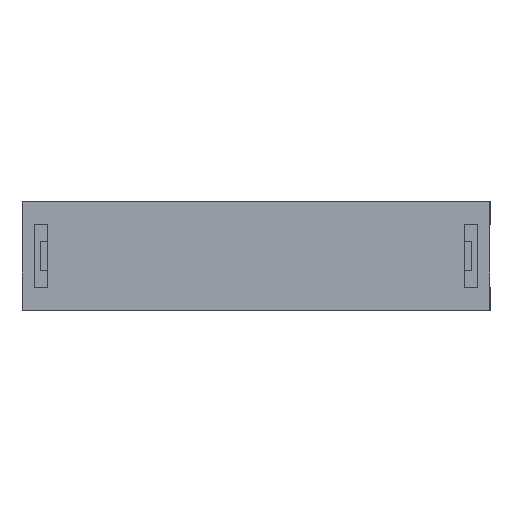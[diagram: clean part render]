
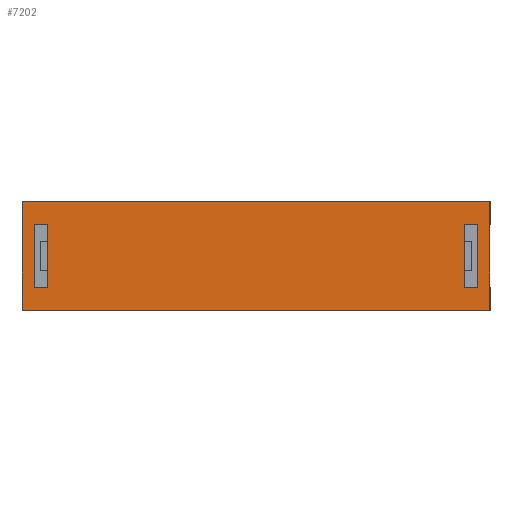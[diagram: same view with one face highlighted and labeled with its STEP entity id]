
A CAD part, top view. The second image highlights one B-rep face of the part: STEP entity #7202.
In plain terms, the highlighted planar face has unit normal (0, 0, 1).
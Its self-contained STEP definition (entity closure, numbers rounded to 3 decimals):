
#1662=ORIENTED_EDGE('',*,*,#3056,.F.);
#1663=ORIENTED_EDGE('',*,*,#3057,.F.);
#1664=ORIENTED_EDGE('',*,*,#3058,.F.);
#1665=ORIENTED_EDGE('',*,*,#3059,.F.);
#1666=ORIENTED_EDGE('',*,*,#3060,.F.);
#1667=ORIENTED_EDGE('',*,*,#3061,.F.);
#1668=ORIENTED_EDGE('',*,*,#3062,.F.);
#1669=ORIENTED_EDGE('',*,*,#3063,.F.);
#1670=ORIENTED_EDGE('',*,*,#3036,.F.);
#1671=ORIENTED_EDGE('',*,*,#3055,.F.);
#1672=ORIENTED_EDGE('',*,*,#3026,.T.);
#1673=ORIENTED_EDGE('',*,*,#3064,.T.);
#3026=EDGE_CURVE('',#3820,#3819,#4663,.T.);
#3036=EDGE_CURVE('',#3827,#3828,#4673,.T.);
#3055=EDGE_CURVE('',#3820,#3827,#4692,.T.);
#3056=EDGE_CURVE('',#3843,#3844,#4693,.T.);
#3057=EDGE_CURVE('',#3845,#3843,#4694,.T.);
#3058=EDGE_CURVE('',#3846,#3845,#4695,.T.);
#3059=EDGE_CURVE('',#3844,#3846,#4696,.T.);
#3060=EDGE_CURVE('',#3847,#3848,#4697,.T.);
#3061=EDGE_CURVE('',#3849,#3847,#4698,.T.);
#3062=EDGE_CURVE('',#3850,#3849,#4699,.T.);
#3063=EDGE_CURVE('',#3848,#3850,#4700,.T.);
#3064=EDGE_CURVE('',#3819,#3828,#4701,.T.);
#3819=VERTEX_POINT('',#11365);
#3820=VERTEX_POINT('',#11367);
#3827=VERTEX_POINT('',#11384);
#3828=VERTEX_POINT('',#11386);
#3843=VERTEX_POINT('',#11425);
#3844=VERTEX_POINT('',#11426);
#3845=VERTEX_POINT('',#11428);
#3846=VERTEX_POINT('',#11430);
#3847=VERTEX_POINT('',#11433);
#3848=VERTEX_POINT('',#11434);
#3849=VERTEX_POINT('',#11436);
#3850=VERTEX_POINT('',#11438);
#4663=LINE('',#11366,#5622);
#4673=LINE('',#11385,#5632);
#4692=LINE('',#11422,#5651);
#4693=LINE('',#11424,#5652);
#4694=LINE('',#11427,#5653);
#4695=LINE('',#11429,#5654);
#4696=LINE('',#11431,#5655);
#4697=LINE('',#11432,#5656);
#4698=LINE('',#11435,#5657);
#4699=LINE('',#11437,#5658);
#4700=LINE('',#11439,#5659);
#4701=LINE('',#11440,#5660);
#5622=VECTOR('',#9292,1000.);
#5632=VECTOR('',#9304,1000.);
#5651=VECTOR('',#9329,1000.);
#5652=VECTOR('',#9332,1000.);
#5653=VECTOR('',#9333,1000.);
#5654=VECTOR('',#9334,1000.);
#5655=VECTOR('',#9335,1000.);
#5656=VECTOR('',#9336,1000.);
#5657=VECTOR('',#9337,1000.);
#5658=VECTOR('',#9338,1000.);
#5659=VECTOR('',#9339,1000.);
#5660=VECTOR('',#9340,1000.);
#6145=EDGE_LOOP('',(#1662,#1663,#1664,#1665));
#6146=EDGE_LOOP('',(#1666,#1667,#1668,#1669));
#6147=EDGE_LOOP('',(#1670,#1671,#1672,#1673));
#6530=FACE_BOUND('',#6145,.T.);
#6531=FACE_BOUND('',#6146,.T.);
#6532=FACE_BOUND('',#6147,.T.);
#6851=PLANE('',#7834);
#7202=ADVANCED_FACE('',(#6530,#6531,#6532),#6851,.T.);
#7834=AXIS2_PLACEMENT_3D('',#11423,#9330,#9331);
#9292=DIRECTION('',(1.,0.,0.));
#9304=DIRECTION('',(1.,0.,0.));
#9329=DIRECTION('',(0.,1.,0.));
#9330=DIRECTION('',(0.,0.,1.));
#9331=DIRECTION('',(1.,0.,0.));
#9332=DIRECTION('',(-1.,0.,0.));
#9333=DIRECTION('',(0.,1.,0.));
#9334=DIRECTION('',(1.,0.,0.));
#9335=DIRECTION('',(0.,-1.,0.));
#9336=DIRECTION('',(0.,1.,0.));
#9337=DIRECTION('',(1.,0.,0.));
#9338=DIRECTION('',(0.,-1.,0.));
#9339=DIRECTION('',(-1.,0.,0.));
#9340=DIRECTION('',(0.,1.,0.));
#11365=CARTESIAN_POINT('',(12.885,-3.,1.15));
#11366=CARTESIAN_POINT('',(-12.885,-3.,1.15));
#11367=CARTESIAN_POINT('',(-12.885,-3.,1.15));
#11384=CARTESIAN_POINT('',(-12.885,3.,1.15));
#11385=CARTESIAN_POINT('',(-12.885,3.,1.15));
#11386=CARTESIAN_POINT('',(12.885,3.,1.15));
#11422=CARTESIAN_POINT('',(-12.885,-3.,1.15));
#11423=CARTESIAN_POINT('',(-12.885,-3.,1.15));
#11424=CARTESIAN_POINT('',(-11.485,1.75,1.15));
#11425=CARTESIAN_POINT('',(-11.485,1.75,1.15));
#11426=CARTESIAN_POINT('',(-12.185,1.75,1.15));
#11427=CARTESIAN_POINT('',(-11.485,-1.75,1.15));
#11428=CARTESIAN_POINT('',(-11.485,-1.75,1.15));
#11429=CARTESIAN_POINT('',(-12.185,-1.75,1.15));
#11430=CARTESIAN_POINT('',(-12.185,-1.75,1.15));
#11431=CARTESIAN_POINT('',(-12.185,1.75,1.15));
#11432=CARTESIAN_POINT('',(12.185,-1.75,1.15));
#11433=CARTESIAN_POINT('',(12.185,-1.75,1.15));
#11434=CARTESIAN_POINT('',(12.185,1.75,1.15));
#11435=CARTESIAN_POINT('',(11.485,-1.75,1.15));
#11436=CARTESIAN_POINT('',(11.485,-1.75,1.15));
#11437=CARTESIAN_POINT('',(11.485,1.75,1.15));
#11438=CARTESIAN_POINT('',(11.485,1.75,1.15));
#11439=CARTESIAN_POINT('',(12.185,1.75,1.15));
#11440=CARTESIAN_POINT('',(12.885,-3.,1.15));
